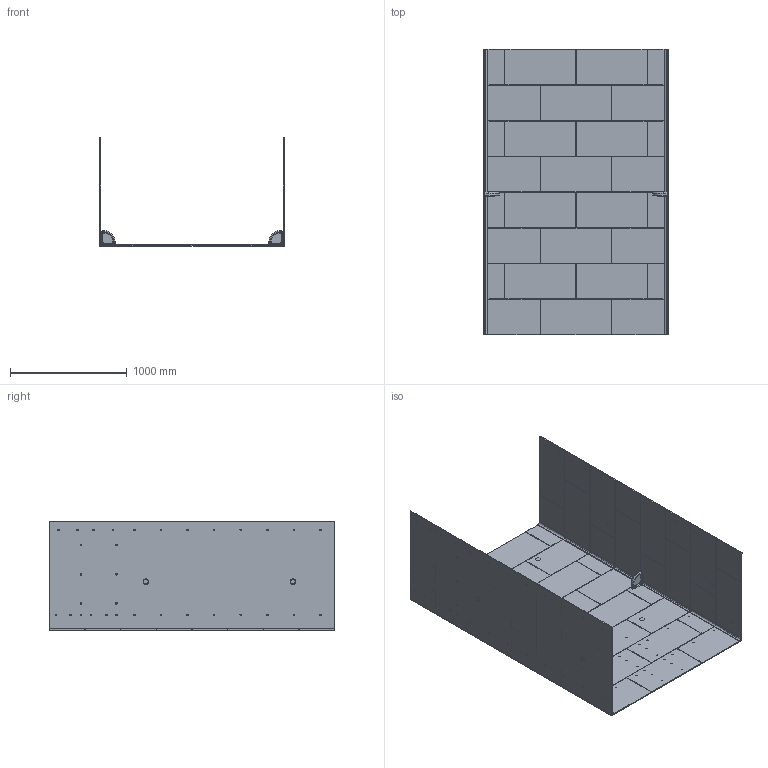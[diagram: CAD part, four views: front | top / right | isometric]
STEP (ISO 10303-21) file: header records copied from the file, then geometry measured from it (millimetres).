
FILE_DESCRIPTION (( 'STEP AP203' ), '1' );
FILE_NAME ('TSMK963662.STEP', '2021-07-09T12:46:27', ( '' ), ( '' ), 'SwSTEP 2.0', 'SolidWorks 2020', '' );
FILE_SCHEMA (( 'CONFIG_CONTROL_DESIGN' ));
Length unit declared in the file: inch
Products named in the file (6): TSMK963662; SWACCM2096; TSMK3696; SWSACCES2; MirrorTSMK3696; TSMK6296_Wall 62"
Assembly tree (7 placements, depth 2):
  TSMK963662
    TSMK6296_Wall 62"
    TSMK3696
    SWACCM2096  x2
    SWSACCES2  x2
    MirrorTSMK3696
Bounding box: 1574.8 x 2438.57 x 923.92 mm (x, y, z)
Volume: 80204685.8 mm3; surface area: 17299781.5 mm2
Topology: 7 solids, 7 shells, 2164 faces, 5352 edges, 3321 vertices
Faces by surface type: plane 842, cylinder 676, bspline 344, torus 238, sphere 48, cone 16
Entity records: 96362 total; most frequent: CARTESIAN_POINT 49488, ORIENTED_EDGE 10488, DIRECTION 8072, EDGE_CURVE 5244, VERTEX_POINT 3263, AXIS2_PLACEMENT_3D 2908, LINE 2256, VECTOR 2256
